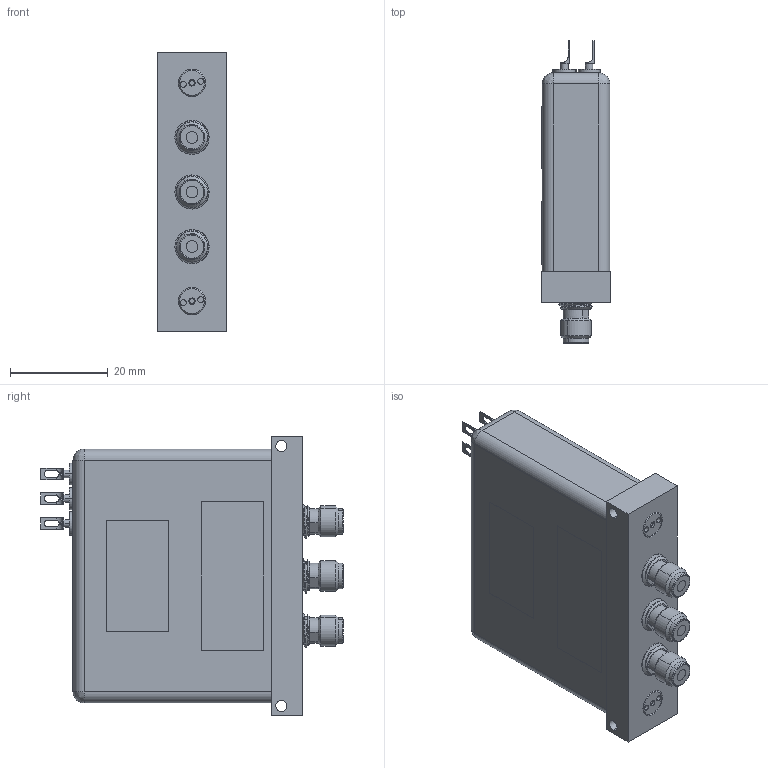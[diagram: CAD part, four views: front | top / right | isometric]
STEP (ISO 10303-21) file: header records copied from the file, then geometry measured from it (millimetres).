
FILE_DESCRIPTION (( 'STEP AP214' ), '1' );
FILE_NAME ('FMSW8013_3D.step', '2023-05-03T22:08:57', ( '' ), ( '' ), 'SwSTEP 2.0', 'SolidWorks 2022', '' );
FILE_SCHEMA (( 'AUTOMOTIVE_DESIGN' ));
Length unit declared in the file: inch
Products named in the file (7): Copy of A12L22001-e360_1^FMSW8013; Copy of A12L61001-E360_-061^FMSW8013; Copy of R12L21003-e360_1^FMSW8013; Copy of R040691-e360_-03_2^FMSW8013; Copy of 50GCONN_2^FMSW8013; FMSW8013_3D; Copy of R10432-e360^FMSW8013
Assembly tree (13 placements, depth 2):
  FMSW8013_3D
    Copy of R12L21003-e360_1^FMSW8013
    Copy of A12L22001-e360_1^FMSW8013  x2
    Copy of R040691-e360_-03_2^FMSW8013  x5
    Copy of A12L61001-E360_-061^FMSW8013
    Copy of 50GCONN_2^FMSW8013  x3
    Copy of R10432-e360^FMSW8013
Bounding box: 14.22 x 61.98 x 57.15 mm (x, y, z)
Volume: 10680.9 mm3; surface area: 17421.6 mm2
Topology: 22 solids, 25 shells, 632 faces, 1446 edges, 899 vertices
Faces by surface type: cylinder 261, plane 235, cone 83, bspline 53
Entity records: 9142 total; most frequent: CARTESIAN_POINT 2631, DIRECTION 1368, ORIENTED_EDGE 1208, EDGE_CURVE 604, AXIS2_PLACEMENT_3D 544, VERTEX_POINT 379, EDGE_LOOP 317, CIRCLE 281
